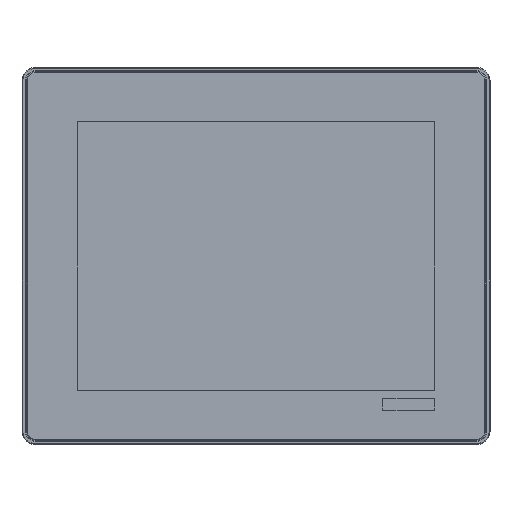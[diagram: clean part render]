
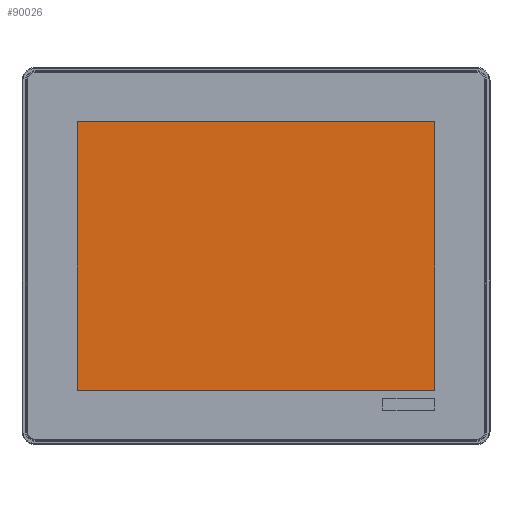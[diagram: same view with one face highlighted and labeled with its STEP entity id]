
A CAD part, top view. The second image highlights one B-rep face of the part: STEP entity #90026.
In plain terms, the highlighted planar face has unit normal (0, 0, 1).
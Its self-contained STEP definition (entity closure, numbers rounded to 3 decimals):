
#89987=CARTESIAN_POINT('',(0.,0.,3.001));
#89988=DIRECTION('',(0.0,0.0,1.0));
#89989=DIRECTION('',(-1.0,0.0,0.0));
#89990=AXIS2_PLACEMENT_3D('',#89987,#89988,#89989);
#89991=PLANE('',#89990);
#89992=CARTESIAN_POINT('',(106.1,79.7,3.001));
#89993=VERTEX_POINT('',#89992);
#89994=CARTESIAN_POINT('',(106.1,-79.7,3.001));
#89995=VERTEX_POINT('',#89994);
#89996=CARTESIAN_POINT('',(106.1,79.7,3.001));
#89997=DIRECTION('',(0.0,-1.0,0.0));
#89998=VECTOR('',#89997,159.4);
#89999=LINE('',#89996,#89998);
#90000=EDGE_CURVE('',#89993,#89995,#89999,.T.);
#90001=ORIENTED_EDGE('',*,*,#90000,.F.);
#90002=CARTESIAN_POINT('',(-106.1,79.7,3.001));
#90003=VERTEX_POINT('',#90002);
#90004=CARTESIAN_POINT('',(-106.1,79.7,3.001));
#90005=DIRECTION('',(1.0,0.0,0.0));
#90006=VECTOR('',#90005,212.2);
#90007=LINE('',#90004,#90006);
#90008=EDGE_CURVE('',#90003,#89993,#90007,.T.);
#90009=ORIENTED_EDGE('',*,*,#90008,.F.);
#90010=CARTESIAN_POINT('',(-106.1,-79.7,3.001));
#90011=VERTEX_POINT('',#90010);
#90012=CARTESIAN_POINT('',(-106.1,-79.7,3.001));
#90013=DIRECTION('',(0.0,1.0,0.0));
#90014=VECTOR('',#90013,159.4);
#90015=LINE('',#90012,#90014);
#90016=EDGE_CURVE('',#90011,#90003,#90015,.T.);
#90017=ORIENTED_EDGE('',*,*,#90016,.F.);
#90018=CARTESIAN_POINT('',(106.1,-79.7,3.001));
#90019=DIRECTION('',(-1.0,0.0,0.0));
#90020=VECTOR('',#90019,212.2);
#90021=LINE('',#90018,#90020);
#90022=EDGE_CURVE('',#89995,#90011,#90021,.T.);
#90023=ORIENTED_EDGE('',*,*,#90022,.F.);
#90024=EDGE_LOOP('',(#90001,#90009,#90017,#90023));
#90025=FACE_OUTER_BOUND('',#90024,.T.);
#90026=ADVANCED_FACE('',(#90025),#89991,.T.);
